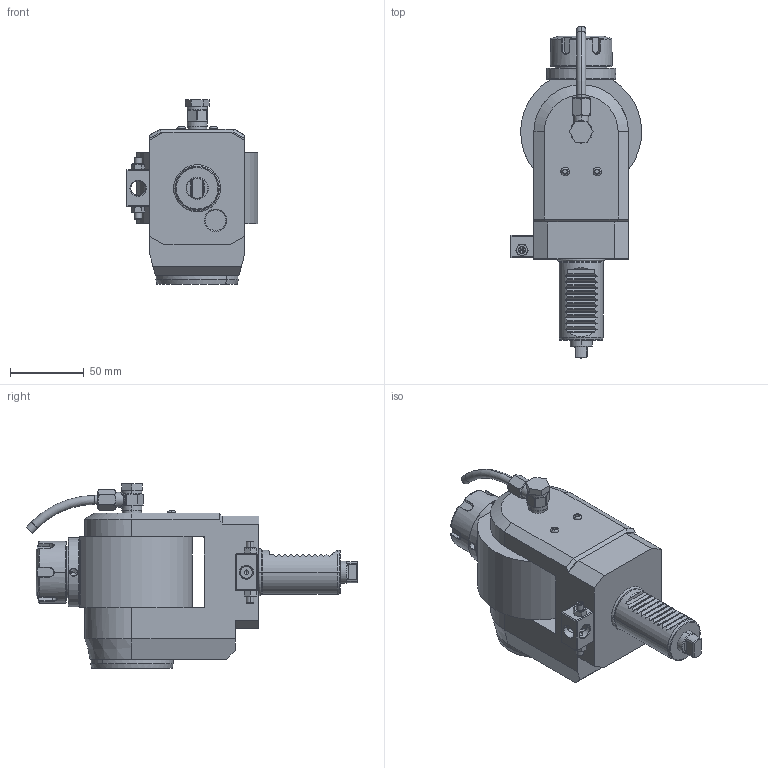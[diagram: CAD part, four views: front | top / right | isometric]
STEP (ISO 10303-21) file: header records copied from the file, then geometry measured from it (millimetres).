
FILE_DESCRIPTION((''),'2;1');
FILE_NAME('NGT1_30_521_25_1_2B','2023-05-08T',('vali'),('NOVA GRUP'),'PRO/ENGINEER BY PARAMETRIC TECHNOLOGY CORPORATION, 2010280','PRO/ENGINEER BY PARAMETRIC TECHNOLOGY CORPORATION, 2010280','');
FILE_SCHEMA(('CONFIG_CONTROL_DESIGN'));
Length unit declared in the file: millimetre
Products named in the file (1): NGT1_30_521_25_1_2B
Bounding box: 89 x 224.67 x 124.9 mm (x, y, z)
Volume: 786163.7 mm3; surface area: 75463.1 mm2
Topology: 1 solids, 3 shells, 565 faces, 1391 edges, 843 vertices
Faces by surface type: plane 239, cylinder 138, bspline 78, cone 70, torus 40
Entity records: 25012 total; most frequent: CARTESIAN_POINT 12524, ORIENTED_EDGE 2742, DIRECTION 2304, EDGE_CURVE 1371, VERTEX_POINT 843, AXIS2_PLACEMENT_3D 821, VECTOR 662, LINE 662
